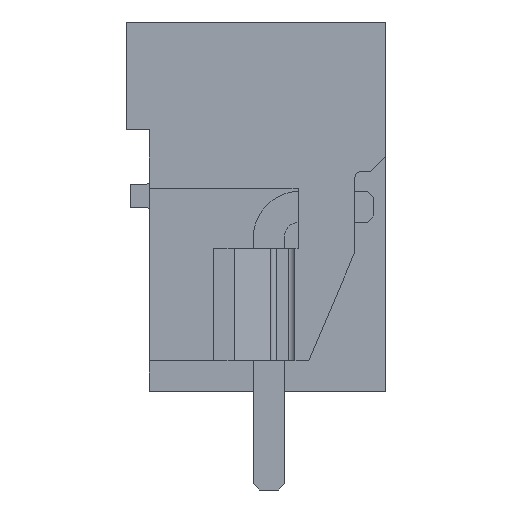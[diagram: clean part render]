
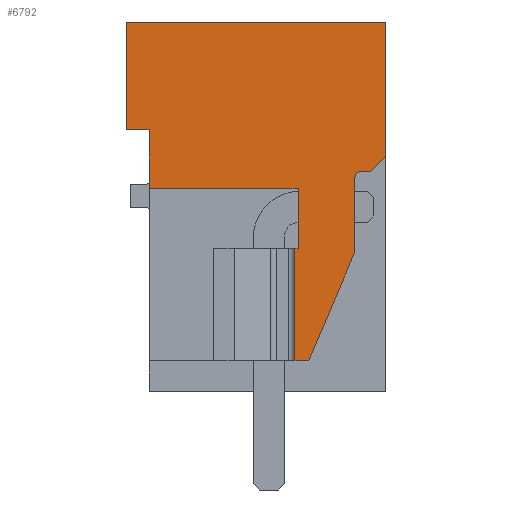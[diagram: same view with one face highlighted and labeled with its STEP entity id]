
A CAD part, left-side view. The second image highlights one B-rep face of the part: STEP entity #6792.
In plain terms, the highlighted planar face has unit normal (-1, 0, 0).
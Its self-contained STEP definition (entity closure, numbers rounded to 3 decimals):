
#6705=AXIS2_PLACEMENT_3D('Plane Axis2P3D',#6702,#6703,#6704) ;
#6758=AXIS2_PLACEMENT_3D('Circle Axis2P3D',#6756,#6757,$) ;
#63=CARTESIAN_POINT('Vertex',(0.,0.,15.2)) ;
#66=CARTESIAN_POINT('Line Origine',(0.,0.,13.023)) ;
#70=CARTESIAN_POINT('Vertex',(0.,0.,10.846)) ;
#147=CARTESIAN_POINT('Vertex',(0.,8.43,15.2)) ;
#150=CARTESIAN_POINT('Line Origine',(0.,4.215,15.2)) ;
#1247=CARTESIAN_POINT('Vertex',(0.,8.43,11.7)) ;
#1250=CARTESIAN_POINT('Line Origine',(0.,8.43,13.45)) ;
#1753=CARTESIAN_POINT('Vertex',(0.,7.68,9.8)) ;
#1756=CARTESIAN_POINT('Line Origine',(0.,7.68,10.75)) ;
#1760=CARTESIAN_POINT('Vertex',(0.,7.68,11.7)) ;
#6650=CARTESIAN_POINT('Line Origine',(0.,8.055,11.7)) ;
#6702=CARTESIAN_POINT('Axis2P3D Location',(0.,0.,0.)) ;
#6707=CARTESIAN_POINT('Line Origine',(0.,5.265,9.8)) ;
#6711=CARTESIAN_POINT('Vertex',(0.,2.85,9.8)) ;
#6714=CARTESIAN_POINT('Line Origine',(0.,2.85,8.825)) ;
#6718=CARTESIAN_POINT('Vertex',(0.,2.85,7.85)) ;
#6721=CARTESIAN_POINT('Line Origine',(0.,2.9,7.85)) ;
#6725=CARTESIAN_POINT('Vertex',(0.,2.95,7.85)) ;
#6728=CARTESIAN_POINT('Line Origine',(0.,2.95,6.025)) ;
#6732=CARTESIAN_POINT('Vertex',(0.,2.95,4.2)) ;
#6735=CARTESIAN_POINT('Line Origine',(0.,2.725,4.2)) ;
#6739=CARTESIAN_POINT('Vertex',(0.,2.5,4.2)) ;
#6742=CARTESIAN_POINT('Line Origine',(0.,1.75,5.968)) ;
#6746=CARTESIAN_POINT('Vertex',(0.,1.,7.736)) ;
#6749=CARTESIAN_POINT('Line Origine',(0.,1.,8.941)) ;
#6753=CARTESIAN_POINT('Vertex',(0.,1.,10.146)) ;
#6756=CARTESIAN_POINT('Axis2P3D Location',(0.,0.8,10.146)) ;
#6760=CARTESIAN_POINT('Vertex',(0.,0.8,10.346)) ;
#6763=CARTESIAN_POINT('Line Origine',(0.,0.65,10.346)) ;
#6767=CARTESIAN_POINT('Vertex',(0.,0.5,10.346)) ;
#6770=CARTESIAN_POINT('Line Origine',(0.,0.25,10.596)) ;
#67=DIRECTION('Vector Direction',(0.,0.,-1.)) ;
#151=DIRECTION('Vector Direction',(0.,-1.,0.)) ;
#1251=DIRECTION('Vector Direction',(0.,0.,-1.)) ;
#1757=DIRECTION('Vector Direction',(0.,0.,-1.)) ;
#6651=DIRECTION('Vector Direction',(0.,-1.,0.)) ;
#6703=DIRECTION('Axis2P3D Direction',(-1.,0.,0.)) ;
#6704=DIRECTION('Axis2P3D XDirection',(0.,0.,1.)) ;
#6708=DIRECTION('Vector Direction',(0.,1.,0.)) ;
#6715=DIRECTION('Vector Direction',(0.,0.,-1.)) ;
#6722=DIRECTION('Vector Direction',(0.,-1.,0.)) ;
#6729=DIRECTION('Vector Direction',(0.,0.,1.)) ;
#6736=DIRECTION('Vector Direction',(0.,-1.,0.)) ;
#6743=DIRECTION('Vector Direction',(0.,-0.391,0.921)) ;
#6750=DIRECTION('Vector Direction',(0.,0.,1.)) ;
#6757=DIRECTION('Axis2P3D Direction',(-1.,0.,0.)) ;
#6764=DIRECTION('Vector Direction',(0.,-1.,0.)) ;
#6771=DIRECTION('Vector Direction',(0.,-0.707,0.707)) ;
#68=VECTOR('Line Direction',#67,1.) ;
#152=VECTOR('Line Direction',#151,1.) ;
#1252=VECTOR('Line Direction',#1251,1.) ;
#1758=VECTOR('Line Direction',#1757,1.) ;
#6652=VECTOR('Line Direction',#6651,1.) ;
#6709=VECTOR('Line Direction',#6708,1.) ;
#6716=VECTOR('Line Direction',#6715,1.) ;
#6723=VECTOR('Line Direction',#6722,1.) ;
#6730=VECTOR('Line Direction',#6729,1.) ;
#6737=VECTOR('Line Direction',#6736,1.) ;
#6744=VECTOR('Line Direction',#6743,1.) ;
#6751=VECTOR('Line Direction',#6750,1.) ;
#6765=VECTOR('Line Direction',#6764,1.) ;
#6772=VECTOR('Line Direction',#6771,1.) ;
#6776=ORIENTED_EDGE('',*,*,#72,.T.) ;
#6777=ORIENTED_EDGE('',*,*,#154,.T.) ;
#6778=ORIENTED_EDGE('',*,*,#1254,.T.) ;
#6779=ORIENTED_EDGE('',*,*,#6654,.T.) ;
#6780=ORIENTED_EDGE('',*,*,#1762,.T.) ;
#6781=ORIENTED_EDGE('',*,*,#6713,.F.) ;
#6782=ORIENTED_EDGE('',*,*,#6720,.F.) ;
#6783=ORIENTED_EDGE('',*,*,#6727,.F.) ;
#6784=ORIENTED_EDGE('',*,*,#6734,.F.) ;
#6785=ORIENTED_EDGE('',*,*,#6741,.F.) ;
#6786=ORIENTED_EDGE('',*,*,#6748,.F.) ;
#6787=ORIENTED_EDGE('',*,*,#6755,.F.) ;
#6788=ORIENTED_EDGE('',*,*,#6762,.F.) ;
#6789=ORIENTED_EDGE('',*,*,#6769,.F.) ;
#6790=ORIENTED_EDGE('',*,*,#6774,.F.) ;
#6792=ADVANCED_FACE('HOUSING',(#6791),#6706,.T.) ;
#6759=CIRCLE('generated circle',#6758,0.2) ;
#72=EDGE_CURVE('',#71,#64,#69,.F.) ;
#154=EDGE_CURVE('',#64,#148,#153,.F.) ;
#1254=EDGE_CURVE('',#148,#1248,#1253,.T.) ;
#1762=EDGE_CURVE('',#1761,#1754,#1759,.T.) ;
#6654=EDGE_CURVE('',#1248,#1761,#6653,.T.) ;
#6713=EDGE_CURVE('',#6712,#1754,#6710,.T.) ;
#6720=EDGE_CURVE('',#6719,#6712,#6717,.F.) ;
#6727=EDGE_CURVE('',#6726,#6719,#6724,.T.) ;
#6734=EDGE_CURVE('',#6733,#6726,#6731,.T.) ;
#6741=EDGE_CURVE('',#6740,#6733,#6738,.F.) ;
#6748=EDGE_CURVE('',#6747,#6740,#6745,.F.) ;
#6755=EDGE_CURVE('',#6754,#6747,#6752,.F.) ;
#6762=EDGE_CURVE('',#6761,#6754,#6759,.T.) ;
#6769=EDGE_CURVE('',#6768,#6761,#6766,.F.) ;
#6774=EDGE_CURVE('',#71,#6768,#6773,.F.) ;
#6775=EDGE_LOOP('',(#6776,#6777,#6778,#6779,#6780,#6781,#6782,#6783,#6784,#6785,#6786,#6787,#6788,#6789,#6790)) ;
#6791=FACE_OUTER_BOUND('',#6775,.T.) ;
#69=LINE('Line',#66,#68) ;
#153=LINE('Line',#150,#152) ;
#1253=LINE('Line',#1250,#1252) ;
#1759=LINE('Line',#1756,#1758) ;
#6653=LINE('Line',#6650,#6652) ;
#6710=LINE('Line',#6707,#6709) ;
#6717=LINE('Line',#6714,#6716) ;
#6724=LINE('Line',#6721,#6723) ;
#6731=LINE('Line',#6728,#6730) ;
#6738=LINE('Line',#6735,#6737) ;
#6745=LINE('Line',#6742,#6744) ;
#6752=LINE('Line',#6749,#6751) ;
#6766=LINE('Line',#6763,#6765) ;
#6773=LINE('Line',#6770,#6772) ;
#6706=PLANE('',#6705) ;
#64=VERTEX_POINT('',#63) ;
#71=VERTEX_POINT('',#70) ;
#148=VERTEX_POINT('',#147) ;
#1248=VERTEX_POINT('',#1247) ;
#1754=VERTEX_POINT('',#1753) ;
#1761=VERTEX_POINT('',#1760) ;
#6712=VERTEX_POINT('',#6711) ;
#6719=VERTEX_POINT('',#6718) ;
#6726=VERTEX_POINT('',#6725) ;
#6733=VERTEX_POINT('',#6732) ;
#6740=VERTEX_POINT('',#6739) ;
#6747=VERTEX_POINT('',#6746) ;
#6754=VERTEX_POINT('',#6753) ;
#6761=VERTEX_POINT('',#6760) ;
#6768=VERTEX_POINT('',#6767) ;
